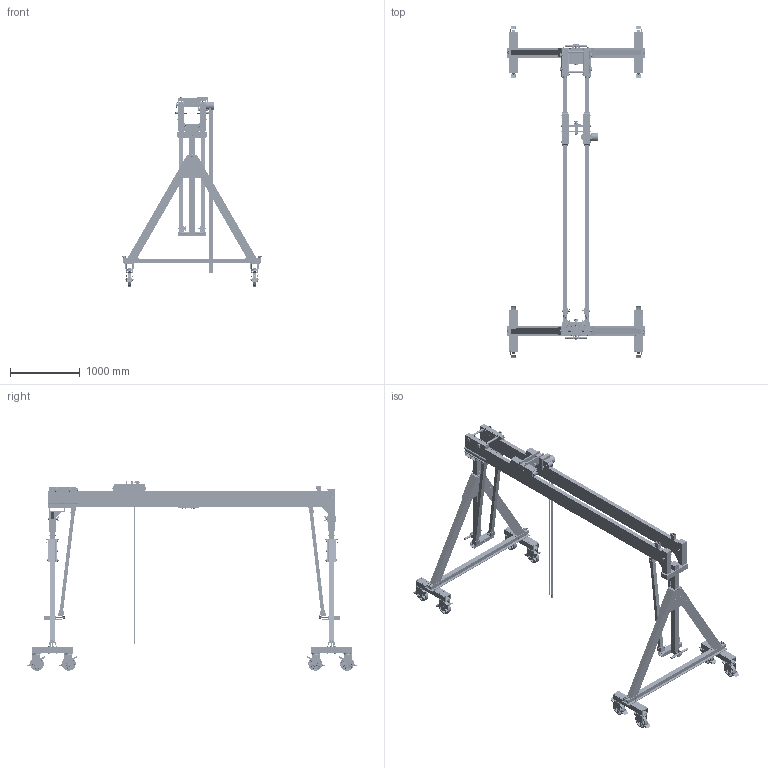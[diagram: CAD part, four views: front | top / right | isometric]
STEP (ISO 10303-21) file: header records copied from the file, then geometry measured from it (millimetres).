
FILE_DESCRIPTION(/* description */ (''),/* implementation_level */ '2;1');
FILE_NAME(/* name */ '14503040-10_Portalkran.stp',/* time_stamp */ '2020-09-14T15:32:47+02:00',/* author */ ('stephan'),/* organization */ (''),/* preprocessor_version */ 'ST-DEVELOPER v17.2',/* originating_system */ 'Autodesk Inventor 2019',/* authorisation */ '');
FILE_SCHEMA (('AUTOMOTIVE_DESIGN { 1 0 10303 214 3 1 1 }'));
Products named in the file (1): 14503040-001_Portalkran_Shrinkwrap_1
Bounding box: 1999.85 x 4751.86 x 2712.94 mm (x, y, z)
Volume: 136757856.6 mm3; surface area: 35104154.2 mm2
Topology: 536 solids, 536 shells, 14071 faces, 35267 edges, 23018 vertices
Faces by surface type: plane 7438, cylinder 2154, bspline 2046, cone 1591, torus 649, sphere 193
Full cylindrical faces by diameter (mm): 2.1 x2, 4.2 x4, 6 x28, 8 x18, 8.9 x5, 9.4 x4, 9.999 x8, 10 x76, 11.34 x2, 11.6 x12, 12 x51, 13 x10, 13.5 x4, 13.6 x2, 13.95 x48, 14 x4, 14.917 x4, 15 x1, 15.24 x6, 15.6 x98, 15.9 x2, 16 x27, 17 x16, 17.4 x46, 18 x35, 18.999 x8, 19 x8, 19.8 x2, 19.9 x4, 20 x98
Entity records: 602843 total; most frequent: CARTESIAN_POINT 268859, ORIENTED_EDGE 70526, DIRECTION 61201, EDGE_CURVE 35263, VERTEX_POINT 23018, AXIS2_PLACEMENT_3D 22845, LINE 15511, VECTOR 15511
